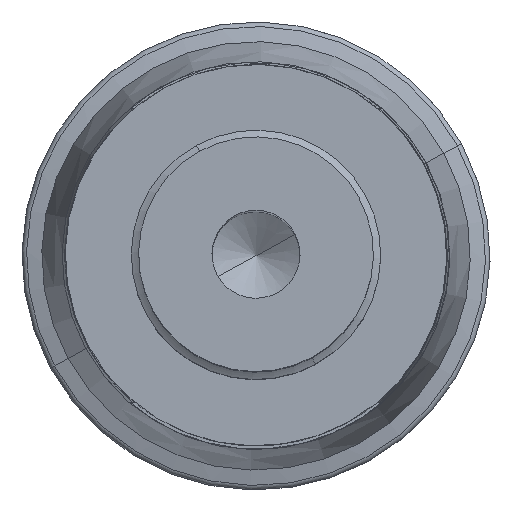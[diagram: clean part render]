
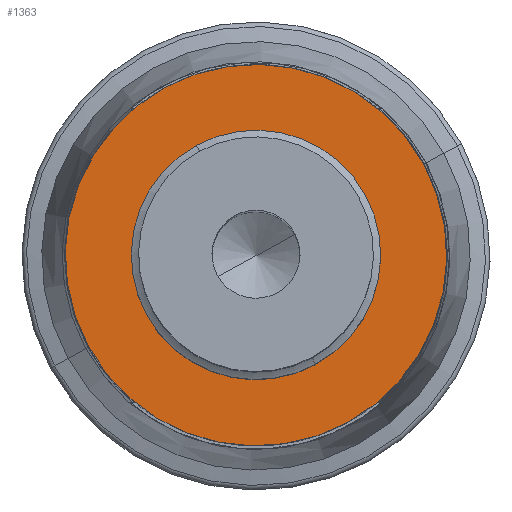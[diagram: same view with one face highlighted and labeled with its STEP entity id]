
A CAD part, top view. The second image highlights one B-rep face of the part: STEP entity #1363.
In plain terms, the highlighted planar face has unit normal (0, 0, 1).
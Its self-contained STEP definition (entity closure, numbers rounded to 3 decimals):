
#1162=AXIS2_PLACEMENT_3D('Circle Axis2P3D',#1160,#1161,$) ;
#1283=AXIS2_PLACEMENT_3D('Circle Axis2P3D',#1281,#1282,$) ;
#1321=AXIS2_PLACEMENT_3D('Circle Axis2P3D',#1319,#1320,$) ;
#1340=AXIS2_PLACEMENT_3D('Circle Axis2P3D',#1338,#1339,$) ;
#1353=AXIS2_PLACEMENT_3D('Plane Axis2P3D',#1350,#1351,#1352) ;
#1157=CARTESIAN_POINT('Vertex',(-5.704,-3.116,22.95)) ;
#1160=CARTESIAN_POINT('Axis2P3D Location',(0.,0.,22.95)) ;
#1164=CARTESIAN_POINT('Vertex',(5.704,3.116,22.95)) ;
#1281=CARTESIAN_POINT('Axis2P3D Location',(0.,0.,22.95)) ;
#1316=CARTESIAN_POINT('Vertex',(2.038,-3.73,22.95)) ;
#1319=CARTESIAN_POINT('Axis2P3D Location',(0.,0.,22.95)) ;
#1323=CARTESIAN_POINT('Vertex',(-2.038,3.73,22.95)) ;
#1338=CARTESIAN_POINT('Axis2P3D Location',(0.,0.,22.95)) ;
#1350=CARTESIAN_POINT('Axis2P3D Location',(0.,5.309,22.95)) ;
#1161=DIRECTION('Axis2P3D Direction',(0.,0.,1.)) ;
#1282=DIRECTION('Axis2P3D Direction',(0.,0.,1.)) ;
#1320=DIRECTION('Axis2P3D Direction',(0.,0.,1.)) ;
#1339=DIRECTION('Axis2P3D Direction',(0.,0.,1.)) ;
#1351=DIRECTION('Axis2P3D Direction',(0.,0.,1.)) ;
#1352=DIRECTION('Axis2P3D XDirection',(1.,0.,0.)) ;
#1356=ORIENTED_EDGE('',*,*,#1285,.F.) ;
#1357=ORIENTED_EDGE('',*,*,#1166,.F.) ;
#1360=ORIENTED_EDGE('',*,*,#1325,.F.) ;
#1361=ORIENTED_EDGE('',*,*,#1342,.F.) ;
#1362=FACE_BOUND('',#1359,.T.) ;
#1363=ADVANCED_FACE('NOCUT',(#1358,#1362),#1354,.T.) ;
#1163=CIRCLE('generated circle',#1162,6.5) ;
#1284=CIRCLE('generated circle',#1283,6.5) ;
#1322=CIRCLE('generated circle',#1321,4.25) ;
#1341=CIRCLE('generated circle',#1340,4.25) ;
#1166=EDGE_CURVE('',#1158,#1165,#1163,.F.) ;
#1285=EDGE_CURVE('',#1165,#1158,#1284,.F.) ;
#1325=EDGE_CURVE('',#1317,#1324,#1322,.T.) ;
#1342=EDGE_CURVE('',#1324,#1317,#1341,.T.) ;
#1355=EDGE_LOOP('',(#1356,#1357)) ;
#1359=EDGE_LOOP('',(#1360,#1361)) ;
#1358=FACE_OUTER_BOUND('',#1355,.T.) ;
#1354=PLANE('',#1353) ;
#1158=VERTEX_POINT('',#1157) ;
#1165=VERTEX_POINT('',#1164) ;
#1317=VERTEX_POINT('',#1316) ;
#1324=VERTEX_POINT('',#1323) ;
